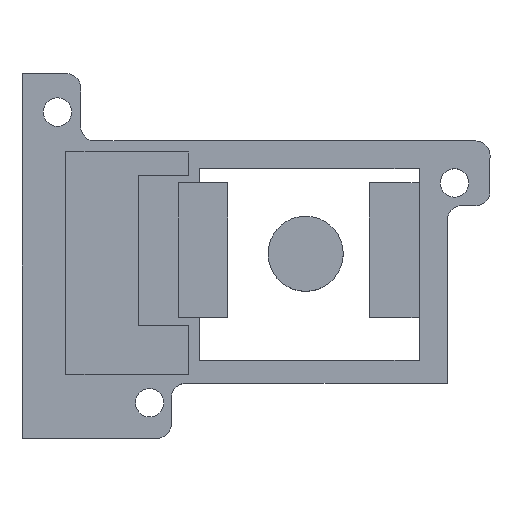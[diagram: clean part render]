
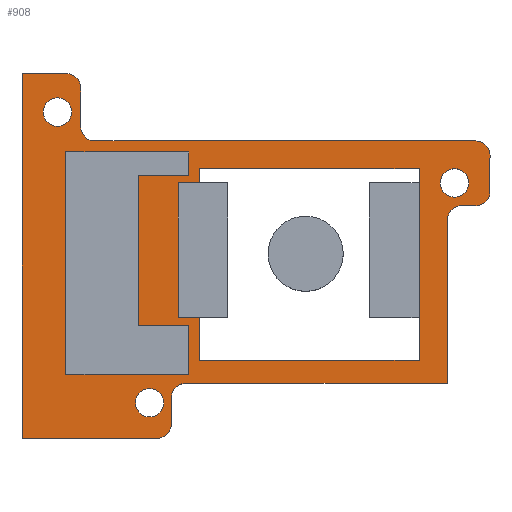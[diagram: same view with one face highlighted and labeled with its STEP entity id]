
A CAD part, top view. The second image highlights one B-rep face of the part: STEP entity #908.
In plain terms, the highlighted planar face has unit normal (0, 0, 1).
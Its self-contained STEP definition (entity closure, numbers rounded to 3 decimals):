
#43=FACE_BOUND('',#168,.T.);
#44=FACE_BOUND('',#169,.T.);
#45=FACE_BOUND('',#170,.T.);
#46=FACE_BOUND('',#171,.T.);
#62=PLANE('',#1071);
#112=FACE_OUTER_BOUND('',#167,.T.);
#167=EDGE_LOOP('',(#746,#747,#748,#749,#750,#751,#752,#753,#754,#755,#756,
#757,#758,#759,#760,#761,#762));
#168=EDGE_LOOP('',(#763,#764,#765,#766));
#169=EDGE_LOOP('',(#767));
#170=EDGE_LOOP('',(#768));
#171=EDGE_LOOP('',(#769));
#201=LINE('',#1381,#302);
#205=LINE('',#1393,#306);
#221=LINE('',#1443,#322);
#224=LINE('',#1451,#325);
#228=LINE('',#1461,#329);
#231=LINE('',#1469,#332);
#234=LINE('',#1478,#335);
#237=LINE('',#1483,#338);
#239=LINE('',#1487,#340);
#240=LINE('',#1489,#341);
#244=LINE('',#1504,#345);
#246=LINE('',#1507,#347);
#247=LINE('',#1509,#348);
#248=LINE('',#1511,#349);
#302=VECTOR('',#1120,10.);
#306=VECTOR('',#1132,10.);
#322=VECTOR('',#1172,10.);
#325=VECTOR('',#1181,10.);
#329=VECTOR('',#1191,10.);
#332=VECTOR('',#1200,10.);
#335=VECTOR('',#1209,10.);
#338=VECTOR('',#1214,10.);
#340=VECTOR('',#1218,10.);
#341=VECTOR('',#1221,10.);
#345=VECTOR('',#1239,10.);
#347=VECTOR('',#1243,10.);
#348=VECTOR('',#1246,10.);
#349=VECTOR('',#1249,10.);
#400=CIRCLE('',#1028,1.);
#401=CIRCLE('',#1031,1.);
#411=CIRCLE('',#1044,1.);
#412=CIRCLE('',#1047,1.);
#413=CIRCLE('',#1050,1.);
#414=CIRCLE('',#1053,1.);
#415=CIRCLE('',#1056,1.);
#416=CIRCLE('',#1062,1.);
#417=CIRCLE('',#1064,1.);
#418=CIRCLE('',#1066,1.);
#423=VERTEX_POINT('',#1371);
#424=VERTEX_POINT('',#1373);
#426=VERTEX_POINT('',#1379);
#427=VERTEX_POINT('',#1383);
#430=VERTEX_POINT('',#1391);
#450=VERTEX_POINT('',#1435);
#451=VERTEX_POINT('',#1436);
#452=VERTEX_POINT('',#1441);
#453=VERTEX_POINT('',#1445);
#454=VERTEX_POINT('',#1449);
#455=VERTEX_POINT('',#1453);
#456=VERTEX_POINT('',#1455);
#457=VERTEX_POINT('',#1459);
#458=VERTEX_POINT('',#1463);
#459=VERTEX_POINT('',#1467);
#460=VERTEX_POINT('',#1471);
#461=VERTEX_POINT('',#1475);
#462=VERTEX_POINT('',#1477);
#463=VERTEX_POINT('',#1481);
#464=VERTEX_POINT('',#1485);
#465=VERTEX_POINT('',#1491);
#466=VERTEX_POINT('',#1495);
#467=VERTEX_POINT('',#1499);
#468=VERTEX_POINT('',#1503);
#505=EDGE_CURVE('',#423,#424,#400,.T.);
#509=EDGE_CURVE('',#423,#426,#201,.T.);
#510=EDGE_CURVE('',#427,#426,#401,.T.);
#515=EDGE_CURVE('',#427,#430,#205,.T.);
#536=EDGE_CURVE('',#450,#451,#411,.T.);
#540=EDGE_CURVE('',#450,#452,#221,.T.);
#542=EDGE_CURVE('',#453,#452,#412,.T.);
#544=EDGE_CURVE('',#453,#454,#224,.T.);
#546=EDGE_CURVE('',#455,#456,#413,.T.);
#549=EDGE_CURVE('',#455,#457,#228,.T.);
#550=EDGE_CURVE('',#458,#457,#414,.T.);
#553=EDGE_CURVE('',#458,#459,#231,.T.);
#554=EDGE_CURVE('',#460,#459,#415,.T.);
#557=EDGE_CURVE('',#462,#461,#234,.T.);
#560=EDGE_CURVE('',#461,#463,#237,.T.);
#562=EDGE_CURVE('',#463,#464,#239,.T.);
#563=EDGE_CURVE('',#464,#462,#240,.T.);
#565=EDGE_CURVE('',#465,#465,#416,.T.);
#567=EDGE_CURVE('',#466,#466,#417,.T.);
#569=EDGE_CURVE('',#467,#467,#418,.T.);
#570=EDGE_CURVE('',#468,#451,#244,.T.);
#572=EDGE_CURVE('',#430,#468,#246,.T.);
#573=EDGE_CURVE('',#460,#424,#247,.T.);
#574=EDGE_CURVE('',#454,#456,#248,.T.);
#746=ORIENTED_EDGE('',*,*,#510,.F.);
#747=ORIENTED_EDGE('',*,*,#515,.T.);
#748=ORIENTED_EDGE('',*,*,#572,.T.);
#749=ORIENTED_EDGE('',*,*,#570,.T.);
#750=ORIENTED_EDGE('',*,*,#536,.F.);
#751=ORIENTED_EDGE('',*,*,#540,.T.);
#752=ORIENTED_EDGE('',*,*,#542,.F.);
#753=ORIENTED_EDGE('',*,*,#544,.T.);
#754=ORIENTED_EDGE('',*,*,#574,.T.);
#755=ORIENTED_EDGE('',*,*,#546,.F.);
#756=ORIENTED_EDGE('',*,*,#549,.T.);
#757=ORIENTED_EDGE('',*,*,#550,.F.);
#758=ORIENTED_EDGE('',*,*,#553,.T.);
#759=ORIENTED_EDGE('',*,*,#554,.F.);
#760=ORIENTED_EDGE('',*,*,#573,.T.);
#761=ORIENTED_EDGE('',*,*,#505,.F.);
#762=ORIENTED_EDGE('',*,*,#509,.T.);
#763=ORIENTED_EDGE('',*,*,#557,.T.);
#764=ORIENTED_EDGE('',*,*,#560,.T.);
#765=ORIENTED_EDGE('',*,*,#562,.T.);
#766=ORIENTED_EDGE('',*,*,#563,.T.);
#767=ORIENTED_EDGE('',*,*,#565,.T.);
#768=ORIENTED_EDGE('',*,*,#567,.T.);
#769=ORIENTED_EDGE('',*,*,#569,.T.);
#908=ADVANCED_FACE('',(#112,#43,#44,#45,#46),#62,.T.);
#1028=AXIS2_PLACEMENT_3D('',#1374,#1113,#1114);
#1031=AXIS2_PLACEMENT_3D('',#1384,#1123,#1124);
#1044=AXIS2_PLACEMENT_3D('',#1437,#1165,#1166);
#1047=AXIS2_PLACEMENT_3D('',#1447,#1176,#1177);
#1050=AXIS2_PLACEMENT_3D('',#1456,#1185,#1186);
#1053=AXIS2_PLACEMENT_3D('',#1464,#1194,#1195);
#1056=AXIS2_PLACEMENT_3D('',#1472,#1203,#1204);
#1062=AXIS2_PLACEMENT_3D('',#1493,#1225,#1226);
#1064=AXIS2_PLACEMENT_3D('',#1497,#1230,#1231);
#1066=AXIS2_PLACEMENT_3D('',#1501,#1235,#1236);
#1071=AXIS2_PLACEMENT_3D('',#1512,#1250,#1251);
#1113=DIRECTION('center_axis',(0.,0.,1.));
#1114=DIRECTION('ref_axis',(-0.938,-0.347,0.));
#1120=DIRECTION('',(0.418,0.909,0.));
#1123=DIRECTION('center_axis',(0.,0.,-1.));
#1124=DIRECTION('ref_axis',(0.938,0.347,0.));
#1132=DIRECTION('',(-0.909,0.418,0.));
#1165=DIRECTION('center_axis',(0.,0.,-1.));
#1166=DIRECTION('ref_axis',(0.347,-0.938,0.));
#1172=DIRECTION('',(0.418,0.909,0.));
#1176=DIRECTION('center_axis',(0.,0.,1.));
#1177=DIRECTION('ref_axis',(-0.347,0.938,0.));
#1181=DIRECTION('',(0.909,-0.418,0.));
#1185=DIRECTION('center_axis',(0.,0.,1.));
#1186=DIRECTION('ref_axis',(-0.347,0.938,0.));
#1191=DIRECTION('',(0.909,-0.418,0.));
#1194=DIRECTION('center_axis',(0.,0.,-1.));
#1195=DIRECTION('ref_axis',(0.347,-0.938,0.));
#1200=DIRECTION('',(0.418,0.909,0.));
#1203=DIRECTION('center_axis',(0.,0.,-1.));
#1204=DIRECTION('ref_axis',(0.938,0.347,0.));
#1209=DIRECTION('',(0.909,-0.418,0.));
#1214=DIRECTION('',(-0.418,-0.909,0.));
#1218=DIRECTION('',(-0.909,0.418,0.));
#1221=DIRECTION('',(0.418,0.909,0.));
#1225=DIRECTION('center_axis',(0.,0.,-1.));
#1226=DIRECTION('ref_axis',(0.418,0.909,0.));
#1230=DIRECTION('center_axis',(0.,0.,-1.));
#1231=DIRECTION('ref_axis',(0.418,0.909,0.));
#1235=DIRECTION('center_axis',(0.,0.,-1.));
#1236=DIRECTION('ref_axis',(0.418,0.909,0.));
#1239=DIRECTION('',(0.909,-0.418,0.));
#1243=DIRECTION('',(-0.418,-0.909,0.));
#1246=DIRECTION('',(-0.909,0.418,0.));
#1249=DIRECTION('',(0.418,0.909,0.));
#1250=DIRECTION('center_axis',(0.,0.,1.));
#1251=DIRECTION('ref_axis',(1.,0.,0.));
#1371=CARTESIAN_POINT('',(-4.341,5.96,1.));
#1373=CARTESIAN_POINT('',(-3.85,4.634,1.));
#1374=CARTESIAN_POINT('Origin',(-3.432,5.542,1.));
#1379=CARTESIAN_POINT('',(-3.198,8.448,1.));
#1381=CARTESIAN_POINT('',(-2.78,9.356,1.));
#1383=CARTESIAN_POINT('',(-3.689,9.774,1.));
#1384=CARTESIAN_POINT('Origin',(-4.106,8.865,1.));
#1391=CARTESIAN_POINT('',(-6.546,11.087,1.));
#1393=CARTESIAN_POINT('',(-6.546,11.087,1.));
#1435=CARTESIAN_POINT('',(-7.292,-15.753,1.));
#1436=CARTESIAN_POINT('',(-8.618,-16.244,1.));
#1437=CARTESIAN_POINT('Origin',(-8.201,-15.336,1.));
#1441=CARTESIAN_POINT('',(-6.515,-14.061,1.));
#1443=CARTESIAN_POINT('',(-6.097,-13.152,1.));
#1445=CARTESIAN_POINT('',(-5.189,-13.57,1.));
#1447=CARTESIAN_POINT('Origin',(-5.606,-14.478,1.));
#1449=CARTESIAN_POINT('',(11.597,-21.282,1.));
#1451=CARTESIAN_POINT('',(11.597,-21.282,1.));
#1453=CARTESIAN_POINT('',(17.739,-10.309,1.));
#1455=CARTESIAN_POINT('',(16.412,-10.801,1.));
#1456=CARTESIAN_POINT('Origin',(17.321,-11.218,1.));
#1459=CARTESIAN_POINT('',(18.647,-10.727,1.));
#1461=CARTESIAN_POINT('',(19.556,-11.144,1.));
#1463=CARTESIAN_POINT('',(19.974,-10.236,1.));
#1464=CARTESIAN_POINT('Origin',(19.065,-9.818,1.));
#1467=CARTESIAN_POINT('',(21.045,-7.905,1.));
#1469=CARTESIAN_POINT('',(21.462,-6.996,1.));
#1471=CARTESIAN_POINT('',(20.553,-6.578,1.));
#1472=CARTESIAN_POINT('Origin',(20.136,-7.487,1.));
#1475=CARTESIAN_POINT('',(16.099,-6.692,1.));
#1477=CARTESIAN_POINT('',(2.015,-0.22,1.));
#1478=CARTESIAN_POINT('',(9.864,-3.827,1.));
#1481=CARTESIAN_POINT('',(10.463,-18.959,1.));
#1483=CARTESIAN_POINT('',(11.976,-15.667,1.));
#1485=CARTESIAN_POINT('',(-3.621,-12.487,1.));
#1487=CARTESIAN_POINT('',(-2.815,-12.858,1.));
#1489=CARTESIAN_POINT('',(0.709,-3.062,1.));
#1491=CARTESIAN_POINT('',(-5.819,6.681,1.));
#1493=CARTESIAN_POINT('Origin',(-5.402,7.589,1.));
#1495=CARTESIAN_POINT('',(-8.472,-14.661,1.));
#1497=CARTESIAN_POINT('Origin',(-8.054,-13.752,1.));
#1499=CARTESIAN_POINT('',(17.536,-9.553,1.));
#1501=CARTESIAN_POINT('Origin',(17.954,-8.644,1.));
#1503=CARTESIAN_POINT('',(-17.276,-12.266,1.));
#1504=CARTESIAN_POINT('',(-12.414,-14.5,1.));
#1507=CARTESIAN_POINT('',(-17.276,-12.266,1.));
#1509=CARTESIAN_POINT('',(-4.758,5.051,1.));
#1511=CARTESIAN_POINT('',(16.83,-9.892,1.));
#1512=CARTESIAN_POINT('Origin',(1.017,-6.645,1.));
